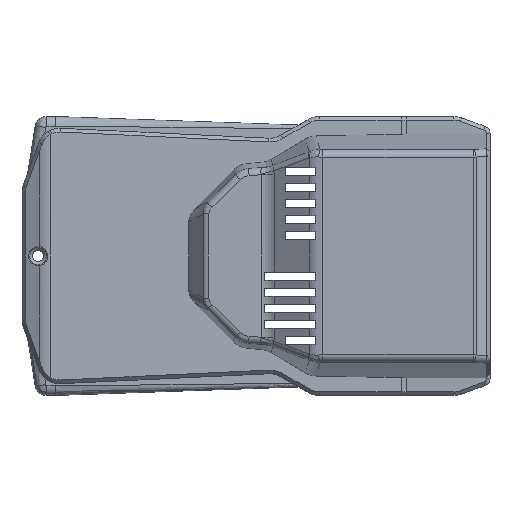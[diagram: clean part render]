
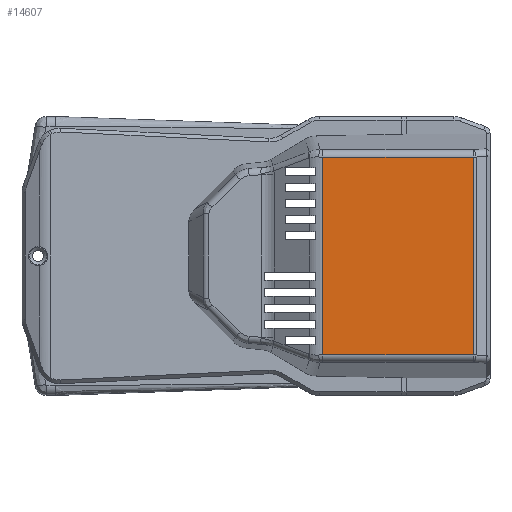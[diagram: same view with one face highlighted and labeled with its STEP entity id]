
A CAD part, front view. The second image highlights one B-rep face of the part: STEP entity #14607.
In plain terms, the highlighted planar face has unit normal (0, -1, 0).
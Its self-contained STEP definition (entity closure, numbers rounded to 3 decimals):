
#1719=FACE_OUTER_BOUND('',#2497,.T.);
#2497=EDGE_LOOP('',(#13240,#13241,#13242,#13243));
#3963=LINE('',#28027,#5465);
#3967=LINE('',#28035,#5469);
#3970=LINE('',#28041,#5472);
#3973=LINE('',#28046,#5475);
#5465=VECTOR('',#19100,10.);
#5469=VECTOR('',#19106,10.);
#5472=VECTOR('',#19111,10.);
#5475=VECTOR('',#19116,10.);
#6859=VERTEX_POINT('',#28025);
#6860=VERTEX_POINT('',#28026);
#6863=VERTEX_POINT('',#28034);
#6865=VERTEX_POINT('',#28040);
#8990=EDGE_CURVE('',#6859,#6860,#3963,.T.);
#8994=EDGE_CURVE('',#6863,#6860,#3967,.T.);
#8997=EDGE_CURVE('',#6863,#6865,#3970,.T.);
#9000=EDGE_CURVE('',#6865,#6859,#3973,.T.);
#13240=ORIENTED_EDGE('',*,*,#9000,.T.);
#13241=ORIENTED_EDGE('',*,*,#8990,.T.);
#13242=ORIENTED_EDGE('',*,*,#8994,.F.);
#13243=ORIENTED_EDGE('',*,*,#8997,.T.);
#13845=PLANE('',#15640);
#14607=ADVANCED_FACE('',(#1719),#13845,.T.);
#15640=AXIS2_PLACEMENT_3D('',#28048,#19118,#19119);
#19100=DIRECTION('',(0.,0.,-1.));
#19106=DIRECTION('',(-1.,0.,0.));
#19111=DIRECTION('',(0.,0.,1.));
#19116=DIRECTION('',(-1.,0.,0.));
#19118=DIRECTION('center_axis',(0.,-1.,0.));
#19119=DIRECTION('ref_axis',(-1.,0.,0.));
#28025=CARTESIAN_POINT('',(-12.108,-34.,26.96));
#28026=CARTESIAN_POINT('',(-12.108,-34.,-26.96));
#28027=CARTESIAN_POINT('',(-12.108,-34.,0.));
#28034=CARTESIAN_POINT('',(29.026,-34.,-26.96));
#28035=CARTESIAN_POINT('',(30.189,-34.,-26.96));
#28040=CARTESIAN_POINT('',(29.026,-34.,26.96));
#28041=CARTESIAN_POINT('',(29.026,-34.,0.));
#28046=CARTESIAN_POINT('',(30.189,-34.,26.96));
#28048=CARTESIAN_POINT('Origin',(29.379,-34.,0.));
